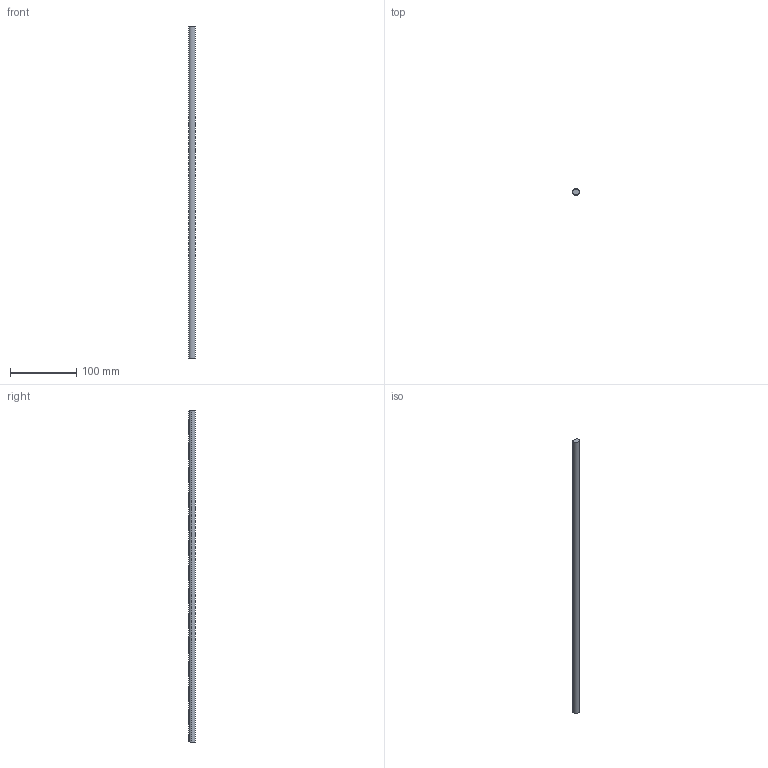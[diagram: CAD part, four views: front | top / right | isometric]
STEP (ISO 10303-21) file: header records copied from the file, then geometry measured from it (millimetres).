
FILE_DESCRIPTION (( 'STEP AP214' ), '1' );
FILE_NAME ('141-010-050.STEP', '2024-11-04T13:37:02', ( '' ), ( '' ), 'SwSTEP 2.0', 'SolidWorks 2021', '' );
FILE_SCHEMA (( 'AUTOMOTIVE_DESIGN' ));
Length unit declared in the file: millimetre
Products named in the file (1): 141-010-050
Bounding box: 10 x 9.8 x 500 mm (x, y, z)
Volume: 35913.9 mm3; surface area: 18696.6 mm2
Topology: 1 solids, 1 shells, 643 faces, 1923 edges, 1282 vertices
Faces by surface type: plane 640, cylinder 3
Entity records: 21217 total; most frequent: CARTESIAN_POINT 5763, ORIENTED_EDGE 3846, DIRECTION 2579, EDGE_CURVE 1923, VERTEX_POINT 1282, LINE 1279, VECTOR 1279, AXIS2_PLACEMENT_3D 650
